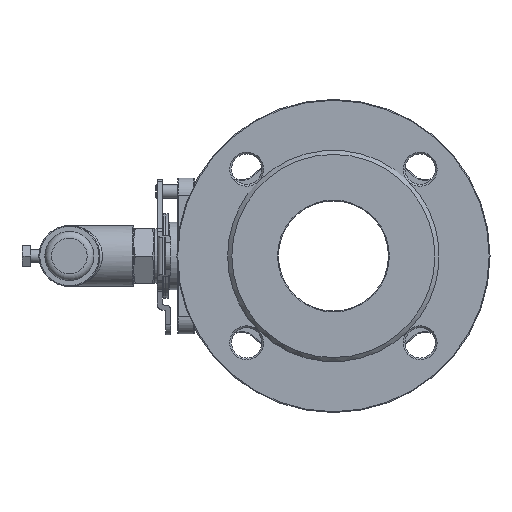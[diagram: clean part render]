
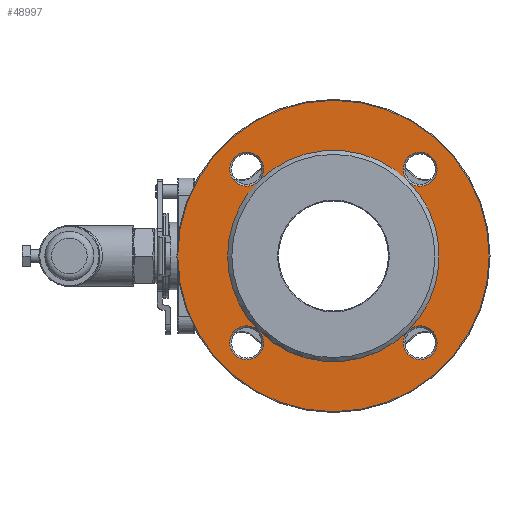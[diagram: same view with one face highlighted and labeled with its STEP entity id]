
A CAD part, left-side view. The second image highlights one B-rep face of the part: STEP entity #48997.
In plain terms, the highlighted planar face has unit normal (-1, 0, 0).
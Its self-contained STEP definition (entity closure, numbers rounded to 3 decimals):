
#1027 = AXIS2_PLACEMENT_3D ( 'NONE', #17776, #17778, #17779 ) ;
#3276 = CARTESIAN_POINT ( 'NONE',  ( -96.5, 44.194, 44.194 ) ) ;
#3478 = CARTESIAN_POINT ( 'NONE',  ( -96.5, -44.194, -44.194 ) ) ;
#3498 = CARTESIAN_POINT ( 'NONE',  ( -96.5, 44.194, -44.194 ) ) ;
#3544 = CARTESIAN_POINT ( 'NONE',  ( -96.5, -44.194, 44.194 ) ) ;
#5513 = VERTEX_POINT ( 'NONE', #3276 ) ;
#5714 = VERTEX_POINT ( 'NONE', #3478 ) ;
#5733 = VERTEX_POINT ( 'NONE', #3498 ) ;
#5779 = VERTEX_POINT ( 'NONE', #3544 ) ;
#11285 = CIRCLE ( 'NONE', #11294, 62.5 ) ;
#11290 = CIRCLE ( 'NONE', #11292, 10. ) ;
#11292 = AXIS2_PLACEMENT_3D ( 'NONE', #40329, #40330, #40331 ) ;
#11293 = CIRCLE ( 'NONE', #11296, 10. ) ;
#11294 = AXIS2_PLACEMENT_3D ( 'NONE', #40332, #40333, #40334 ) ;
#11295 = CIRCLE ( 'NONE', #11298, 62.5 ) ;
#11296 = AXIS2_PLACEMENT_3D ( 'NONE', #40335, #40336, #40337 ) ;
#11297 = CIRCLE ( 'NONE', #11300, 10. ) ;
#11298 = AXIS2_PLACEMENT_3D ( 'NONE', #40338, #40339, #40340 ) ;
#11299 = CIRCLE ( 'NONE', #11302, 62.5 ) ;
#11300 = AXIS2_PLACEMENT_3D ( 'NONE', #40341, #40342, #40343 ) ;
#11301 = CIRCLE ( 'NONE', #11304, 10. ) ;
#11302 = AXIS2_PLACEMENT_3D ( 'NONE', #40344, #40345, #40346 ) ;
#11303 = CIRCLE ( 'NONE', #11306, 62.5 ) ;
#11304 = AXIS2_PLACEMENT_3D ( 'NONE', #40347, #40348, #40349 ) ;
#11305 = CIRCLE ( 'NONE', #11308, 92. ) ;
#11306 = AXIS2_PLACEMENT_3D ( 'NONE', #40350, #40351, #40352 ) ;
#11308 = AXIS2_PLACEMENT_3D ( 'NONE', #40353, #40354, #40355 ) ;
#17723 = FACE_BOUND ( 'NONE', #50227, .T. ) ;
#17754 = FACE_OUTER_BOUND ( 'NONE', #50270, .T. ) ;
#17756 = PLANE ( 'NONE',  #1027 ) ;
#17776 = CARTESIAN_POINT ( 'NONE',  ( -96.5, 92.5, 0. ) ) ;
#17778 = DIRECTION ( 'NONE',  ( -1., 0., 0. ) ) ;
#17779 = DIRECTION ( 'NONE',  ( 0., -1., 0. ) ) ;
#26027 = VERTEX_POINT ( 'NONE', #26030 ) ;
#26030 = CARTESIAN_POINT ( 'NONE',  ( -96.5, -92., 0. ) ) ;
#40329 = CARTESIAN_POINT ( 'NONE',  ( -96.5, 51.265, -51.265 ) ) ;
#40330 = DIRECTION ( 'NONE',  ( 1., 0., 0. ) ) ;
#40331 = DIRECTION ( 'NONE',  ( 0., -1., 0. ) ) ;
#40332 = CARTESIAN_POINT ( 'NONE',  ( -96.5, 0., 0. ) ) ;
#40333 = DIRECTION ( 'NONE',  ( 1., 0., 0. ) ) ;
#40334 = DIRECTION ( 'NONE',  ( 0., -1., 0. ) ) ;
#40335 = CARTESIAN_POINT ( 'NONE',  ( -96.5, -51.265, -51.265 ) ) ;
#40336 = DIRECTION ( 'NONE',  ( 1., 0., 0. ) ) ;
#40337 = DIRECTION ( 'NONE',  ( 0., -1., 0. ) ) ;
#40338 = CARTESIAN_POINT ( 'NONE',  ( -96.5, 0., 0. ) ) ;
#40339 = DIRECTION ( 'NONE',  ( 1., 0., 0. ) ) ;
#40340 = DIRECTION ( 'NONE',  ( 0., -1., 0. ) ) ;
#40341 = CARTESIAN_POINT ( 'NONE',  ( -96.5, -51.265, 51.265 ) ) ;
#40342 = DIRECTION ( 'NONE',  ( 1., 0., 0. ) ) ;
#40343 = DIRECTION ( 'NONE',  ( 0., -1., 0. ) ) ;
#40344 = CARTESIAN_POINT ( 'NONE',  ( -96.5, 0., 0. ) ) ;
#40345 = DIRECTION ( 'NONE',  ( 1., 0., 0. ) ) ;
#40346 = DIRECTION ( 'NONE',  ( 0., -1., 0. ) ) ;
#40347 = CARTESIAN_POINT ( 'NONE',  ( -96.5, 51.265, 51.265 ) ) ;
#40348 = DIRECTION ( 'NONE',  ( 1., 0., 0. ) ) ;
#40349 = DIRECTION ( 'NONE',  ( 0., -1., 0. ) ) ;
#40350 = CARTESIAN_POINT ( 'NONE',  ( -96.5, 0., 0. ) ) ;
#40351 = DIRECTION ( 'NONE',  ( 1., 0., 0. ) ) ;
#40352 = DIRECTION ( 'NONE',  ( 0., -1., 0. ) ) ;
#40353 = CARTESIAN_POINT ( 'NONE',  ( -96.5, 0., 0. ) ) ;
#40354 = DIRECTION ( 'NONE',  ( -1., 0., 0. ) ) ;
#40355 = DIRECTION ( 'NONE',  ( 0., -1., 0. ) ) ;
#45282 = ORIENTED_EDGE ( 'NONE', *, *, #48726, .T. ) ;
#45283 = ORIENTED_EDGE ( 'NONE', *, *, #48725, .T. ) ;
#45284 = ORIENTED_EDGE ( 'NONE', *, *, #48724, .T. ) ;
#45285 = ORIENTED_EDGE ( 'NONE', *, *, #48723, .T. ) ;
#45286 = ORIENTED_EDGE ( 'NONE', *, *, #48722, .T. ) ;
#45287 = ORIENTED_EDGE ( 'NONE', *, *, #48721, .T. ) ;
#45288 = ORIENTED_EDGE ( 'NONE', *, *, #48720, .T. ) ;
#45289 = ORIENTED_EDGE ( 'NONE', *, *, #48719, .T. ) ;
#45290 = ORIENTED_EDGE ( 'NONE', *, *, #48718, .T. ) ;
#48718 = EDGE_CURVE ( 'NONE', #5733, #5733, #11290, .T. ) ;
#48719 = EDGE_CURVE ( 'NONE', #5714, #5733, #11285, .T. ) ;
#48720 = EDGE_CURVE ( 'NONE', #5714, #5714, #11293, .T. ) ;
#48721 = EDGE_CURVE ( 'NONE', #5779, #5714, #11295, .T. ) ;
#48722 = EDGE_CURVE ( 'NONE', #5779, #5779, #11297, .T. ) ;
#48723 = EDGE_CURVE ( 'NONE', #5513, #5779, #11299, .T. ) ;
#48724 = EDGE_CURVE ( 'NONE', #5513, #5513, #11301, .T. ) ;
#48725 = EDGE_CURVE ( 'NONE', #5733, #5513, #11303, .T. ) ;
#48726 = EDGE_CURVE ( 'NONE', #26027, #26027, #11305, .T. ) ;
#48997 = ADVANCED_FACE ( 'NONE', ( #17754, #17723 ), #17756, .T. ) ;
#50227 = EDGE_LOOP ( 'NONE', ( #45283, #45284, #45285, #45286, #45287, #45288, #45289, #45290 ) ) ;
#50270 = EDGE_LOOP ( 'NONE', ( #45282 ) ) ;
